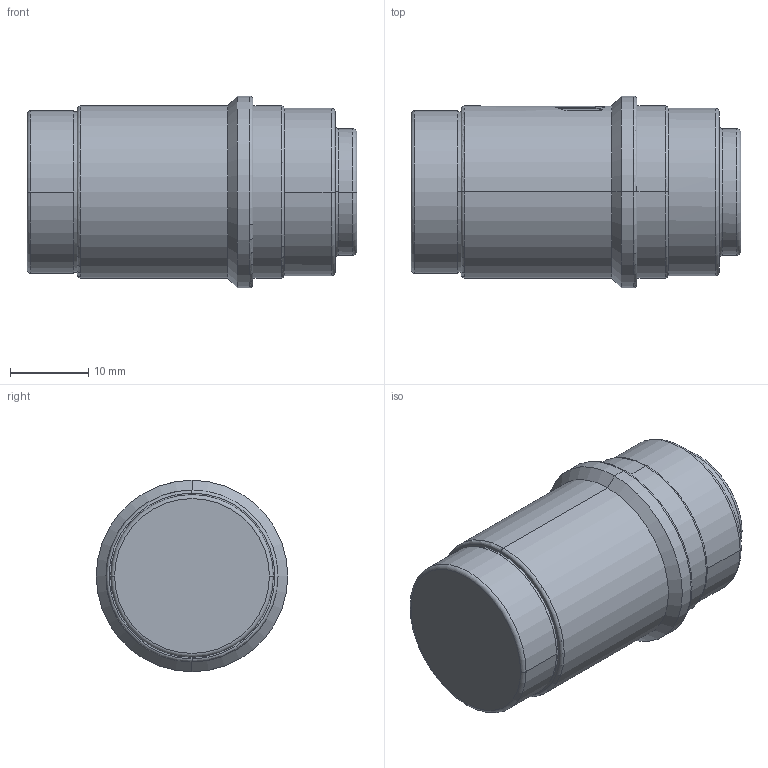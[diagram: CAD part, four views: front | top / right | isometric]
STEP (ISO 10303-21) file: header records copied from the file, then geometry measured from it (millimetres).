
FILE_DESCRIPTION((''),'2;1');
FILE_NAME('80A-V1_ASM','2021-05-18T',('marketing.praksa'),('Audax d.o.o.'),'CREO PARAMETRIC BY PTC INC, 2017480','CREO PARAMETRIC BY PTC INC, 2017480','');
FILE_SCHEMA(('AUTOMOTIVE_DESIGN { 1 0 10303 214 1 1 1 1 }'));
Products named in the file (5): PRT9535; WL-BSE80; PRT9529_1_1_2; PRT9532_1_1_2; 80A-V1_ASM
Assembly tree (4 placements, depth 2):
  80A-V1_ASM
    PRT9535
    WL-BSE80
    PRT9529_1_1_2
    PRT9532_1_1_2
Bounding box: 42.2 x 24.5 x 24.5 mm (x, y, z)
Volume: 14821.3 mm3; surface area: 6688.1 mm2
Topology: 6 solids, 6 shells, 168 faces, 444 edges, 298 vertices
Faces by surface type: cylinder 69, plane 67, torus 26, cone 6
Entity records: 8508 total; most frequent: CARTESIAN_POINT 1323, DIRECTION 928, ORIENTED_EDGE 888, PRESENTATION_STYLE_ASSIGNMENT 618, STYLED_ITEM 618, CURVE_STYLE 444, EDGE_CURVE 444, AXIS2_PLACEMENT_3D 373
